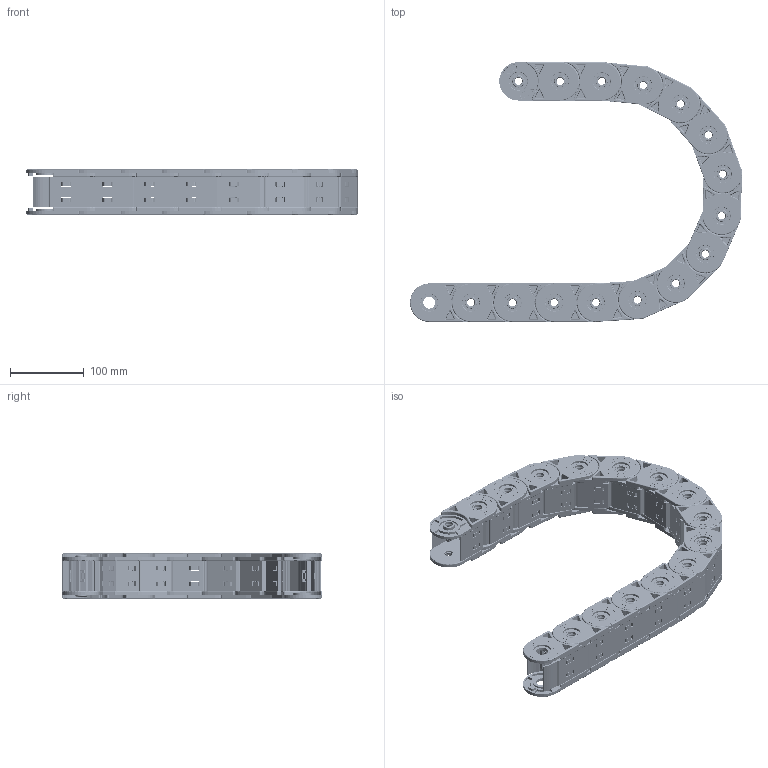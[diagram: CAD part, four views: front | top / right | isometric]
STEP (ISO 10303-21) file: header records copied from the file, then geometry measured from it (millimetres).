
FILE_DESCRIPTION (( 'STEP AP214' ), '1' );
FILE_NAME ('CK35-K040-R150.STEP', '2019-09-10T05:40:14', ( '' ), ( '' ), 'SwSTEP 2.0', 'SolidWorks 2017', '' );
FILE_SCHEMA (( 'AUTOMOTIVE_DESIGN' ));
Length unit declared in the file: millimetre
Products named in the file (2): CK35-K040-R150; CK35-K040
Assembly tree (15 placements, depth 2):
  CK35-K040-R150
    CK35-K040  x15
Bounding box: 450.04 x 352.04 x 61.41 mm (x, y, z)
Volume: 913238.8 mm3; surface area: 726183.9 mm2
Topology: 60 solids, 60 shells, 12720 faces, 32370 edges, 20460 vertices
Faces by surface type: plane 5220, cylinder 4140, torus 1620, bspline 1200, cone 480, sphere 60
Entity records: 42165 total; most frequent: CARTESIAN_POINT 21922, ORIENTED_EDGE 4292, DIRECTION 4008, EDGE_CURVE 2146, AXIS2_PLACEMENT_3D 1412, VERTEX_POINT 1364, LINE 1184, VECTOR 1184
